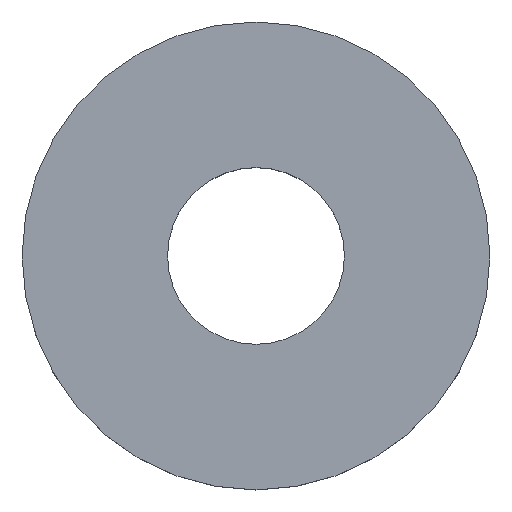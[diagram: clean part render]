
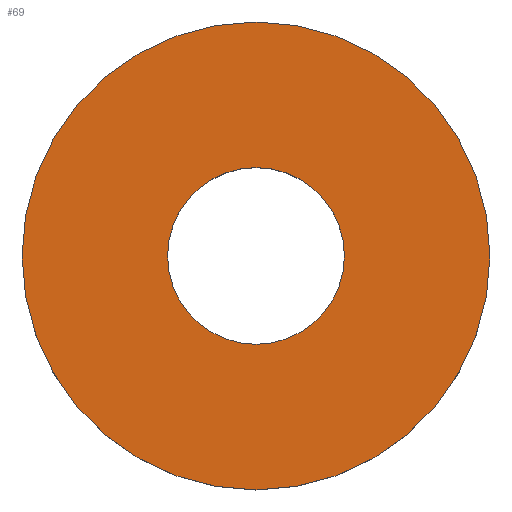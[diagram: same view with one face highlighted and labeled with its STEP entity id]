
A CAD part, top view. The second image highlights one B-rep face of the part: STEP entity #69.
In plain terms, the highlighted planar face has unit normal (0, 0, 1).
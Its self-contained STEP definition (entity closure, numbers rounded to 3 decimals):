
#53=VERTEX_POINT('',#123);
#67=EDGE_CURVE('',#81,#91,#139,.T.);
#69=ADVANCED_FACE('',(#141,#142),#143,.T.);
#73=EDGE_CURVE('',#83,#53,#147,.T.);
#79=EDGE_CURVE('',#53,#83,#154,.T.);
#81=VERTEX_POINT('',#156);
#83=VERTEX_POINT('',#158);
#87=EDGE_CURVE('',#91,#81,#164,.T.);
#91=VERTEX_POINT('',#168);
#123=CARTESIAN_POINT('',(22.5,0.,6.));
#139=CIRCLE('',#210,8.5);
#141=FACE_OUTER_BOUND('',#212,.T.);
#142=FACE_BOUND('',#213,.T.);
#143=PLANE('',#214);
#147=CIRCLE('',#221,22.5);
#154=CIRCLE('',#230,22.5);
#156=CARTESIAN_POINT('',(8.5,0.,6.));
#158=CARTESIAN_POINT('',(-22.5,0.,6.));
#164=CIRCLE('',#241,8.5);
#168=CARTESIAN_POINT('',(-8.5,0.,6.));
#210=AXIS2_PLACEMENT_3D('',#292,#293,#294);
#212=EDGE_LOOP('',(#296,#297));
#213=EDGE_LOOP('',(#298,#299));
#214=AXIS2_PLACEMENT_3D('',#300,#301,#302);
#221=AXIS2_PLACEMENT_3D('',#304,#305,#306);
#230=AXIS2_PLACEMENT_3D('',#318,#319,#320);
#241=AXIS2_PLACEMENT_3D('',#329,#330,#331);
#292=CARTESIAN_POINT('',(0.,0.,6.));
#293=DIRECTION('',(0.0,0.0,-1.0));
#294=DIRECTION('',(1.0,0.,0.0));
#296=ORIENTED_EDGE('',*,*,#79,.F.);
#297=ORIENTED_EDGE('',*,*,#73,.F.);
#298=ORIENTED_EDGE('',*,*,#67,.T.);
#299=ORIENTED_EDGE('',*,*,#87,.T.);
#300=CARTESIAN_POINT('',(15.5,0.,6.));
#301=DIRECTION('',(0.0,0.0,1.0));
#302=DIRECTION('',(1.0,0.0,0.0));
#304=CARTESIAN_POINT('',(0.,0.,6.));
#305=DIRECTION('',(0.0,0.0,-1.0));
#306=DIRECTION('',(1.0,0.,0.0));
#318=CARTESIAN_POINT('',(0.,0.,6.));
#319=DIRECTION('',(0.0,0.0,-1.0));
#320=DIRECTION('',(1.0,0.,0.0));
#329=CARTESIAN_POINT('',(0.,0.,6.));
#330=DIRECTION('',(0.0,0.0,-1.0));
#331=DIRECTION('',(1.0,0.,0.0));
